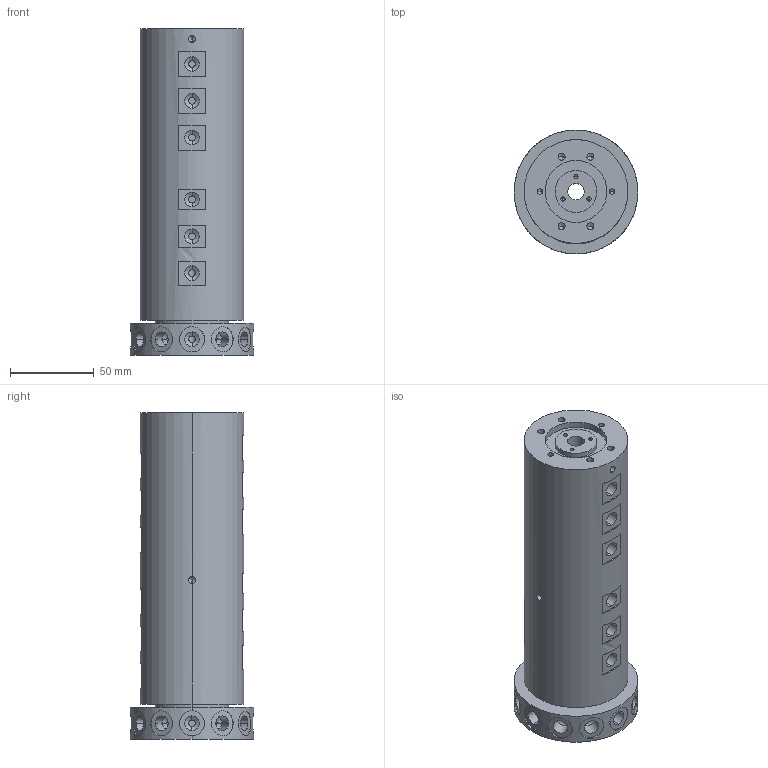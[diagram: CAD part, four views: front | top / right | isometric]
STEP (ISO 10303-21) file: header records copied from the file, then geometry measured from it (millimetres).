
FILE_DESCRIPTION (( 'STEP AP203' ), '1' );
FILE_NAME ('RK121.STEP', '2020-07-16T03:39:38', ( '微软用户' ), ( '微软中国' ), 'SwSTEP 2.0', 'SolidWorks 2014', '' );
FILE_SCHEMA (( 'CONFIG_CONTROL_DESIGN' ));
Length unit declared in the file: millimetre
Products named in the file (1): RK121
Bounding box: 74 x 74 x 195 mm (x, y, z)
Volume: 568355.2 mm3; surface area: 70001.5 mm2
Topology: 1 solids, 1 shells, 350 faces, 766 edges, 441 vertices
Faces by surface type: cylinder 182, cone 90, plane 78
Entity records: 10538 total; most frequent: CARTESIAN_POINT 2853, DIRECTION 1718, ORIENTED_EDGE 1448, EDGE_CURVE 724, AXIS2_PLACEMENT_3D 695, VERTEX_POINT 441, EDGE_LOOP 421, ADVANCED_FACE 350
